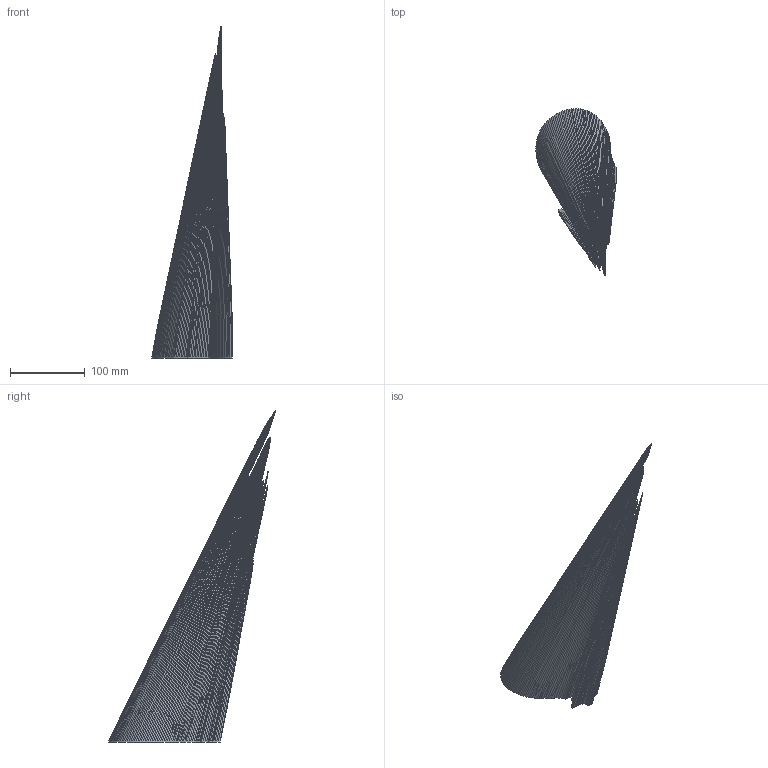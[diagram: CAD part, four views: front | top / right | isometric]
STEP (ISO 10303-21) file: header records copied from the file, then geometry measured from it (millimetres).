
FILE_DESCRIPTION(('Open CASCADE Model'),'2;1');
FILE_NAME('Open CASCADE Shape Model','2023-09-03T18:13:01',('Author'),( 'Open CASCADE'),'Open CASCADE STEP processor 7.6','Open CASCADE 7.6' ,'Unknown');
FILE_SCHEMA(('AUTOMOTIVE_DESIGN { 1 0 10303 214 1 1 1 1 }'));
Length unit declared in the file: millimetre
Products named in the file (1): Open CASCADE STEP translator 7.6 1
Bounding box: 107.8 x 224.08 x 444.25 mm (x, y, z)
Volume: 1074366 mm3; surface area: 149507.5 mm2
Topology: 1 solids, 1 shells, 577 faces, 1725 edges, 1150 vertices
Faces by surface type: plane 577
Entity records: 41434 total; most frequent: CARTESIAN_POINT 6903, DIRECTION 6331, LINE 5175, VECTOR 5175, ORIENTED_EDGE 3450, PCURVE 3450, DEFINITIONAL_REPRESENTATION 3450, EDGE_CURVE 1725
